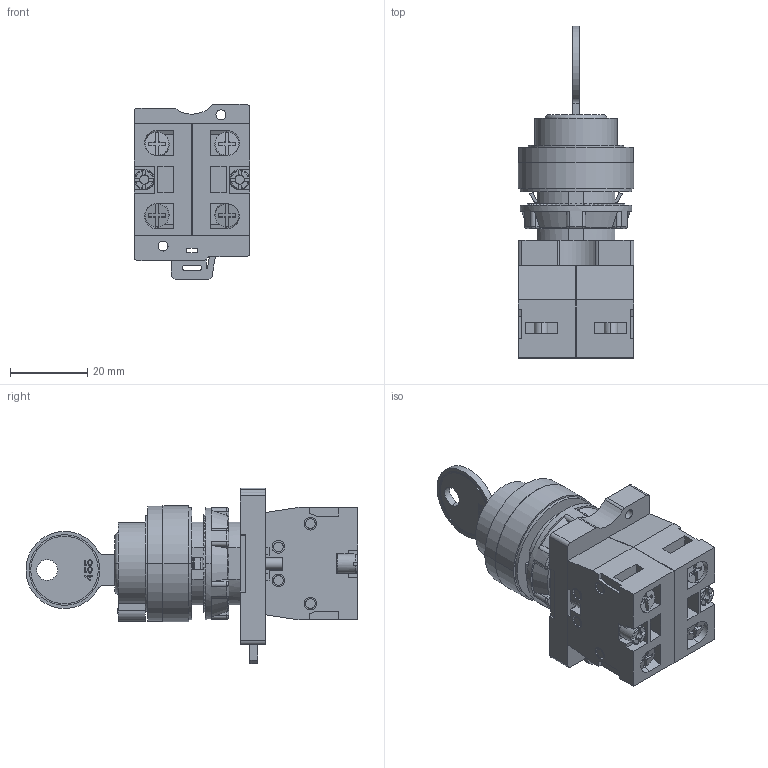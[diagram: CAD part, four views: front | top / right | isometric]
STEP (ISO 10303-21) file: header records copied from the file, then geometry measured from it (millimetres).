
FILE_DESCRIPTION((''),'2;1');
FILE_NAME('3','2024-05-11T',('Administrator'),('zyb.com'),'PRO/ENGINEER BY PARAMETRIC TECHNOLOGY CORPORATION, 2010280','PRO/ENGINEER BY PARAMETRIC TECHNOLOGY CORPORATION, 2010280','');
FILE_SCHEMA(('CONFIG_CONTROL_DESIGN','SHAPE_APPEARANCE_LAYERS_GROUPS'));
Length unit declared in the file: millimetre
Products named in the file (1): 3
Bounding box: 30 x 85.96 x 45.5 mm (x, y, z)
Volume: 40614.8 mm3; surface area: 18675.8 mm2
Topology: 1 solids, 1 shells, 1153 faces, 3129 edges, 2028 vertices
Faces by surface type: plane 576, cylinder 341, bspline 188, torus 32, cone 12, extrusion 4
Entity records: 53440 total; most frequent: CARTESIAN_POINT 11500, ORIENTED_EDGE 6258, DIRECTION 5368, PRESENTATION_STYLE_ASSIGNMENT 3475, STYLED_ITEM 3136, CURVE_STYLE 3133, EDGE_CURVE 3129, VERTEX_POINT 2028
